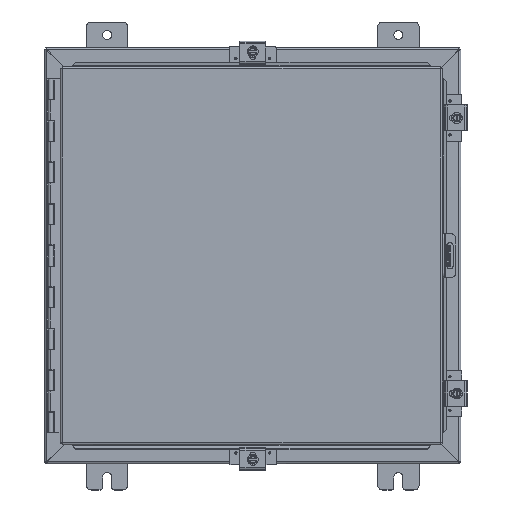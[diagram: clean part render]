
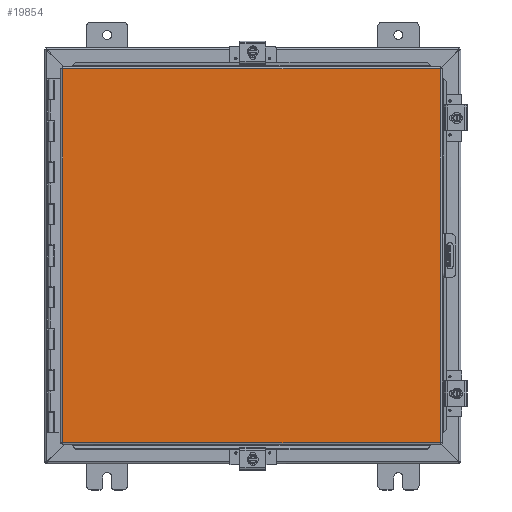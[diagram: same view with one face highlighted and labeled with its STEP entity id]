
A CAD part, top view. The second image highlights one B-rep face of the part: STEP entity #19854.
In plain terms, the highlighted face is planar.
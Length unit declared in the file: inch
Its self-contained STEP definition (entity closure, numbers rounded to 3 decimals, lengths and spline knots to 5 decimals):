
#720 = VECTOR ( 'NONE', #16511, 39.37008 ) ;
#1641 = LINE ( 'NONE', #16998, #720 ) ;
#3749 = CARTESIAN_POINT ( 'NONE',  ( 0., 0., 0. ) ) ;
#3755 = VERTEX_POINT ( 'NONE', #14729 ) ;
#4268 = CARTESIAN_POINT ( 'NONE',  ( -9.08225, 8.9885, 0. ) ) ;
#4311 = DIRECTION ( 'NONE',  ( 0., 1., 0. ) ) ;
#4382 = DIRECTION ( 'NONE',  ( 1., 0., 0. ) ) ;
#4692 = CARTESIAN_POINT ( 'NONE',  ( -9.08225, -8.9885, 0. ) ) ;
#8615 = PLANE ( 'NONE',  #29428 ) ;
#8747 = DIRECTION ( 'NONE',  ( 1., 0., 0. ) ) ;
#8995 = VECTOR ( 'NONE', #15361, 39.37008 ) ;
#9029 = DIRECTION ( 'NONE',  ( 0., 0., 1. ) ) ;
#11391 = ORIENTED_EDGE ( 'NONE', *, *, #39027, .T. ) ;
#11589 = VECTOR ( 'NONE', #4311, 39.37008 ) ;
#11806 = ORIENTED_EDGE ( 'NONE', *, *, #39058, .T. ) ;
#12077 = ORIENTED_EDGE ( 'NONE', *, *, #22080, .T. ) ;
#12333 = VERTEX_POINT ( 'NONE', #33288 ) ;
#12725 = ORIENTED_EDGE ( 'NONE', *, *, #37275, .T. ) ;
#14729 = CARTESIAN_POINT ( 'NONE',  ( -9.08225, 8.9885, 0. ) ) ;
#14752 = EDGE_LOOP ( 'NONE', ( #11391, #11806, #12077, #12725 ) ) ;
#15361 = DIRECTION ( 'NONE',  ( 0., -1., 0. ) ) ;
#15878 = CARTESIAN_POINT ( 'NONE',  ( 9.08225, 8.9885, 0. ) ) ;
#16511 = DIRECTION ( 'NONE',  ( -1., 0., 0. ) ) ;
#16998 = CARTESIAN_POINT ( 'NONE',  ( 9.08225, -8.9885, 0. ) ) ;
#17564 = VERTEX_POINT ( 'NONE', #23003 ) ;
#19382 = LINE ( 'NONE', #4692, #11589 ) ;
#19854 = ADVANCED_FACE ( 'NONE', ( #38204 ), #8615, .F. ) ;
#22080 = EDGE_CURVE ( 'NONE', #25239, #17564, #24895, .T. ) ;
#23003 = CARTESIAN_POINT ( 'NONE',  ( 9.08225, -8.9885, 0. ) ) ;
#24895 = LINE ( 'NONE', #15878, #8995 ) ;
#25239 = VERTEX_POINT ( 'NONE', #35809 ) ;
#26621 = VECTOR ( 'NONE', #4382, 39.37008 ) ;
#27580 = LINE ( 'NONE', #4268, #26621 ) ;
#29428 = AXIS2_PLACEMENT_3D ( 'NONE', #3749, #9029, #8747 ) ;
#33288 = CARTESIAN_POINT ( 'NONE',  ( -9.08225, -8.9885, 0. ) ) ;
#35809 = CARTESIAN_POINT ( 'NONE',  ( 9.08225, 8.9885, 0. ) ) ;
#37275 = EDGE_CURVE ( 'NONE', #17564, #12333, #1641, .T. ) ;
#38204 = FACE_OUTER_BOUND ( 'NONE', #14752, .T. ) ;
#39027 = EDGE_CURVE ( 'NONE', #12333, #3755, #19382, .T. ) ;
#39058 = EDGE_CURVE ( 'NONE', #3755, #25239, #27580, .T. ) ;
